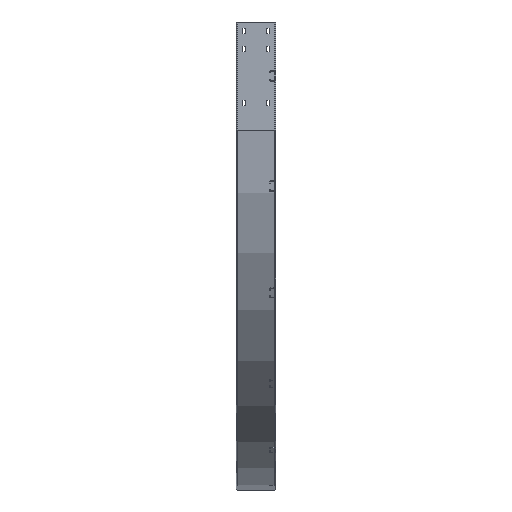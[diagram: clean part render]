
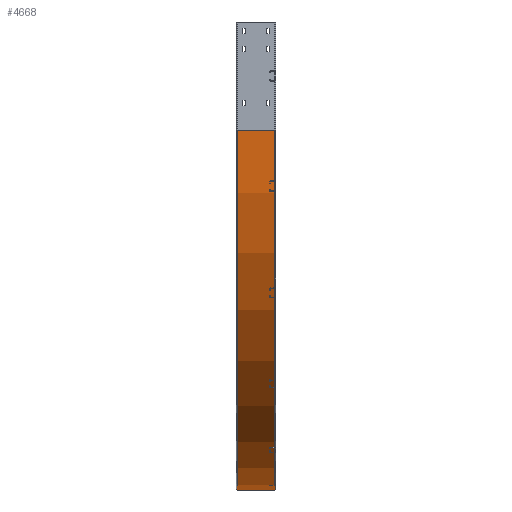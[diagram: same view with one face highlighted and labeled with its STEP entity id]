
A CAD part, left-side view. The second image highlights one B-rep face of the part: STEP entity #4668.
In plain terms, the highlighted cylindrical face has radius 1000 mm (diameter 2000 mm), a partial arc.
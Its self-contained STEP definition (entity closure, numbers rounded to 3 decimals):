
#2080=CARTESIAN_POINT('',(-300.,3.5,1000.));
#2081=DIRECTION('',(0.,-1.,0.));
#2082=DIRECTION('',(-1.,0.,0.));
#2083=AXIS2_PLACEMENT_3D('',#2080,#2081,#2082);
#2090=DIRECTION('',(0.,-1.,0.));
#2091=VECTOR('',#2090,103.);
#2092=CARTESIAN_POINT('',(-300.,106.5,0.));
#2093=LINE('',#2092,#2091);
#2094=DIRECTION('',(0.,1.,0.));
#2095=VECTOR('',#2094,103.);
#2096=CARTESIAN_POINT('',(-1300.,3.5,1000.));
#2097=LINE('',#2096,#2095);
#2108=CARTESIAN_POINT('',(-300.,106.5,1000.));
#2109=DIRECTION('',(0.,1.,0.));
#2110=DIRECTION('',(0.,0.,-1.));
#2111=AXIS2_PLACEMENT_3D('',#2108,#2109,#2110);
#3011=CARTESIAN_POINT('',(-300.,106.5,0.));
#3012=VERTEX_POINT('',#3011);
#3111=CARTESIAN_POINT('',(-1300.,3.5,1000.));
#3112=CARTESIAN_POINT('',(-1300.,106.5,1000.));
#3113=VERTEX_POINT('',#3111);
#3114=VERTEX_POINT('',#3112);
#3237=CARTESIAN_POINT('',(-300.,3.5,0.));
#3238=VERTEX_POINT('',#3237);
#4655=CARTESIAN_POINT('',(-300.,0.,1000.));
#4656=DIRECTION('',(0.,1.,0.));
#4657=DIRECTION('',(0.,0.,1.));
#4658=AXIS2_PLACEMENT_3D('',#4655,#4656,#4657);
#4659=CYLINDRICAL_SURFACE('',#4658,1000.);
#4660=ORIENTED_EDGE('',*,*,#3997,.F.);
#4662=ORIENTED_EDGE('',*,*,#4661,.T.);
#4664=ORIENTED_EDGE('',*,*,#4663,.F.);
#4665=ORIENTED_EDGE('',*,*,#4648,.T.);
#4666=EDGE_LOOP('',(#4660,#4662,#4664,#4665));
#4667=FACE_OUTER_BOUND('',#4666,.F.);
#4668=ADVANCED_FACE('',(#4667),#4659,.T.);
#2084=CIRCLE('',#2083,1000.);
#2112=CIRCLE('',#2111,1000.);
#3997=EDGE_CURVE('',#3012,#3238,#2093,.T.);
#4648=EDGE_CURVE('',#3113,#3238,#2084,.T.);
#4661=EDGE_CURVE('',#3012,#3114,#2112,.T.);
#4663=EDGE_CURVE('',#3113,#3114,#2097,.T.);
